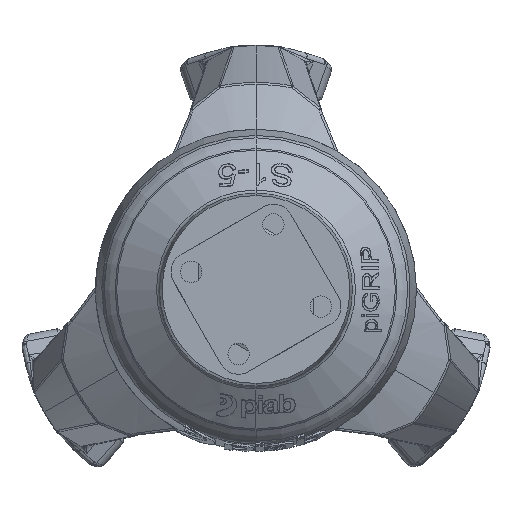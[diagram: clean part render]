
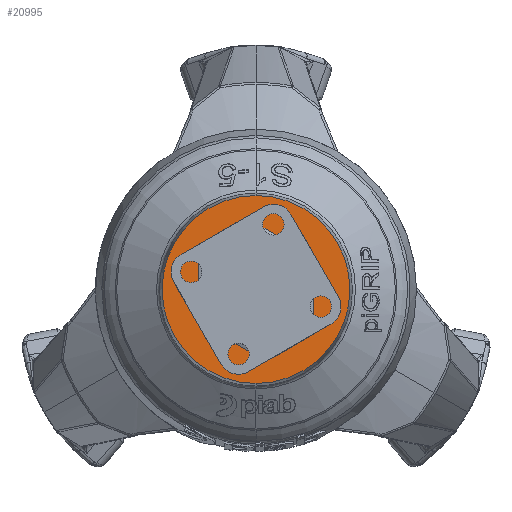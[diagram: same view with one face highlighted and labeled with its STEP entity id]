
A CAD part, top view. The second image highlights one B-rep face of the part: STEP entity #20995.
In plain terms, the highlighted planar face has unit normal (0, 0, 1).
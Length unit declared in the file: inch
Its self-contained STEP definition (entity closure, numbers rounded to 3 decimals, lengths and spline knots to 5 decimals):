
#1146 = DIRECTION ( 'NONE',  ( 0., 0., -1. ) ) ;
#1759 = ORIENTED_EDGE ( 'NONE', *, *, #23793, .F. ) ;
#1796 = CARTESIAN_POINT ( 'NONE',  ( 0., 0., 0.43307 ) ) ;
#3163 = EDGE_LOOP ( 'NONE', ( #56507, #34448 ) ) ;
#4395 = CARTESIAN_POINT ( 'NONE',  ( 0., 0., 0.43307 ) ) ;
#4506 = DIRECTION ( 'NONE',  ( 0., 0., -1. ) ) ;
#4712 = DIRECTION ( 'NONE',  ( 0., 0., -1. ) ) ;
#6557 = AXIS2_PLACEMENT_3D ( 'NONE', #61288, #4506, #35911 ) ;
#6889 = CARTESIAN_POINT ( 'NONE',  ( 0.23622, 0., 0.43307 ) ) ;
#8969 = VERTEX_POINT ( 'NONE', #31555 ) ;
#9354 = CIRCLE ( 'NONE', #57376, 0.23622 ) ;
#11319 = ORIENTED_EDGE ( 'NONE', *, *, #15322, .F. ) ;
#14056 = PLANE ( 'NONE',  #27151 ) ;
#14382 = DIRECTION ( 'NONE',  ( 0., -1., 0. ) ) ;
#15251 = VERTEX_POINT ( 'NONE', #37590 ) ;
#15322 = EDGE_CURVE ( 'NONE', #8969, #39246, #30573, .T. ) ;
#15913 = AXIS2_PLACEMENT_3D ( 'NONE', #1796, #1146, #32561 ) ;
#16418 = AXIS2_PLACEMENT_3D ( 'NONE', #29941, #65534, #60075 ) ;
#17470 = CIRCLE ( 'NONE', #6557, 0.23622 ) ;
#19534 = DIRECTION ( 'NONE',  ( 0., 0., -1. ) ) ;
#20995 = ADVANCED_FACE ( 'NONE', ( #55108, #50986 ), #14056, .F. ) ;
#23793 = EDGE_CURVE ( 'NONE', #39246, #8969, #44320, .T. ) ;
#27151 = AXIS2_PLACEMENT_3D ( 'NONE', #61586, #19534, #14382 ) ;
#29941 = CARTESIAN_POINT ( 'NONE',  ( 0., 0., 0.43307 ) ) ;
#30573 = CIRCLE ( 'NONE', #16418, 0.55118 ) ;
#31555 = CARTESIAN_POINT ( 'NONE',  ( 0.55118, 0., 0.43307 ) ) ;
#32561 = DIRECTION ( 'NONE',  ( -1., 0., 0. ) ) ;
#34448 = ORIENTED_EDGE ( 'NONE', *, *, #65191, .T. ) ;
#35911 = DIRECTION ( 'NONE',  ( -1., 0., 0. ) ) ;
#36465 = DIRECTION ( 'NONE',  ( -1., 0., 0. ) ) ;
#37590 = CARTESIAN_POINT ( 'NONE',  ( -0.23622, 0., 0.43307 ) ) ;
#39246 = VERTEX_POINT ( 'NONE', #53254 ) ;
#44320 = CIRCLE ( 'NONE', #15913, 0.55118 ) ;
#44534 = EDGE_CURVE ( 'NONE', #15251, #62282, #17470, .T. ) ;
#46692 = EDGE_LOOP ( 'NONE', ( #1759, #11319 ) ) ;
#50986 = FACE_OUTER_BOUND ( 'NONE', #46692, .T. ) ;
#53254 = CARTESIAN_POINT ( 'NONE',  ( -0.55118, 0., 0.43307 ) ) ;
#55108 = FACE_BOUND ( 'NONE', #3163, .T. ) ;
#56507 = ORIENTED_EDGE ( 'NONE', *, *, #44534, .T. ) ;
#57376 = AXIS2_PLACEMENT_3D ( 'NONE', #4395, #4712, #36465 ) ;
#60075 = DIRECTION ( 'NONE',  ( -1., 0., 0. ) ) ;
#61288 = CARTESIAN_POINT ( 'NONE',  ( 0., 0., 0.43307 ) ) ;
#61586 = CARTESIAN_POINT ( 'NONE',  ( -0.0015, 0., 0.43307 ) ) ;
#62282 = VERTEX_POINT ( 'NONE', #6889 ) ;
#65191 = EDGE_CURVE ( 'NONE', #62282, #15251, #9354, .T. ) ;
#65534 = DIRECTION ( 'NONE',  ( 0., 0., -1. ) ) ;
